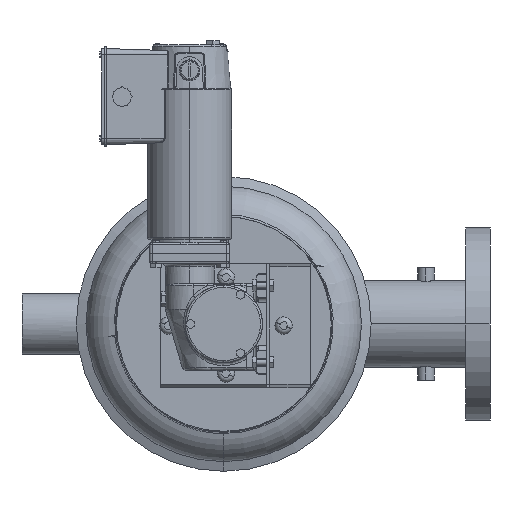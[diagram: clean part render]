
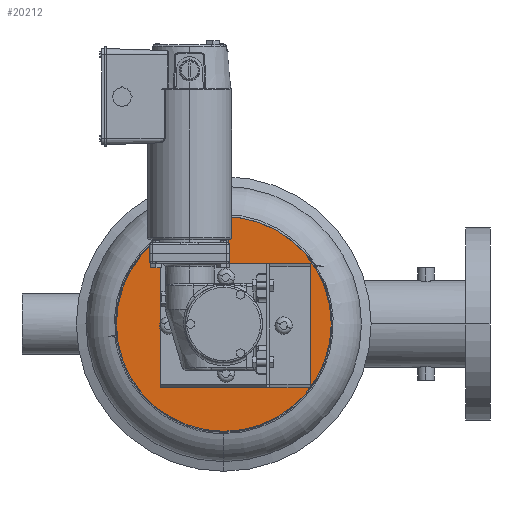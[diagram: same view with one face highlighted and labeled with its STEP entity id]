
A CAD part, left-side view. The second image highlights one B-rep face of the part: STEP entity #20212.
In plain terms, the highlighted planar face has unit normal (-1, 0, 0).
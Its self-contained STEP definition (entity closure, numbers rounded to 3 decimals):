
#229 = CARTESIAN_POINT ( 'NONE',  ( 0., 0., 0. ) ) ;
#616 = PLANE ( 'NONE',  #27745 ) ;
#1494 = ORIENTED_EDGE ( 'NONE', *, *, #9009, .F. ) ;
#2152 = DIRECTION ( 'NONE',  ( 1., 0., 0. ) ) ;
#3278 = EDGE_CURVE ( 'NONE', #26045, #9577, #12765, .T. ) ;
#5419 = DIRECTION ( 'NONE',  ( 1., 0., 0. ) ) ;
#6102 = DIRECTION ( 'NONE',  ( 0., 0., -1. ) ) ;
#7844 = CARTESIAN_POINT ( 'NONE',  ( 0., 0., 0. ) ) ;
#9009 = EDGE_CURVE ( 'NONE', #9577, #26045, #25968, .T. ) ;
#9465 = DIRECTION ( 'NONE',  ( 0., 0., -1. ) ) ;
#9577 = VERTEX_POINT ( 'NONE', #22910 ) ;
#10261 = FACE_OUTER_BOUND ( 'NONE', #22881, .T. ) ;
#12765 = CIRCLE ( 'NONE', #16779, 106.362 ) ;
#12826 = ORIENTED_EDGE ( 'NONE', *, *, #3278, .F. ) ;
#13883 = CARTESIAN_POINT ( 'NONE',  ( 0., 0., -106.362 ) ) ;
#16779 = AXIS2_PLACEMENT_3D ( 'NONE', #229, #2152, #9465 ) ;
#19198 = AXIS2_PLACEMENT_3D ( 'NONE', #22836, #25165, #6102 ) ;
#20018 = DIRECTION ( 'NONE',  ( 0., 0., -1. ) ) ;
#20212 = ADVANCED_FACE ( 'NONE', ( #10261 ), #616, .F. ) ;
#22836 = CARTESIAN_POINT ( 'NONE',  ( 0., 0., 0. ) ) ;
#22881 = EDGE_LOOP ( 'NONE', ( #1494, #12826 ) ) ;
#22910 = CARTESIAN_POINT ( 'NONE',  ( 0., 0., 106.362 ) ) ;
#25165 = DIRECTION ( 'NONE',  ( 1., 0., 0. ) ) ;
#25968 = CIRCLE ( 'NONE', #19198, 106.362 ) ;
#26045 = VERTEX_POINT ( 'NONE', #13883 ) ;
#27745 = AXIS2_PLACEMENT_3D ( 'NONE', #7844, #5419, #20018 ) ;
